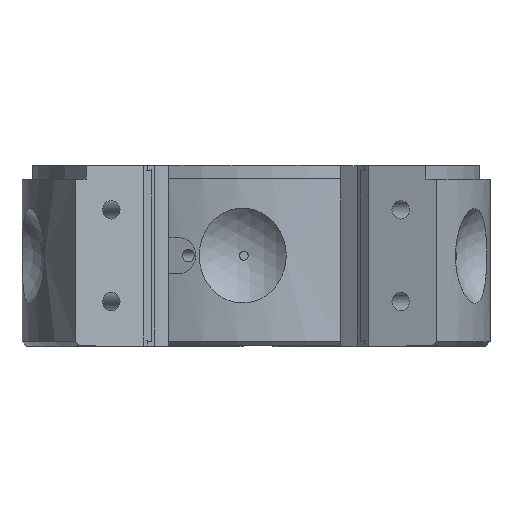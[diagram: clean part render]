
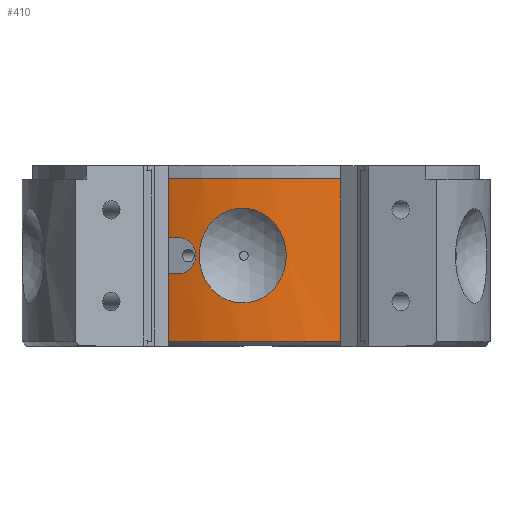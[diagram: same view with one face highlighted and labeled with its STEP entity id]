
A CAD part, top view. The second image highlights one B-rep face of the part: STEP entity #410.
In plain terms, the highlighted cylindrical face has radius 129.5 mm (diameter 259 mm), a partial arc.
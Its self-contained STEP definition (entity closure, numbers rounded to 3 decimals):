
#169=B_SPLINE_CURVE_WITH_KNOTS('',3,(#4483,#4484,#4485,#4486,#4487,#4488,
#4489,#4490,#4491,#4492,#4493,#4494,#4495,#4496,#4497,#4498,#4499,#4500,
#4501,#4502,#4503,#4504,#4505,#4506,#4507,#4508,#4509,#4510,#4511,#4512,
#4513,#4514),.UNSPECIFIED.,.T.,.F.,(2,2,2,2,2,2,2,2,2,2,2,2,2,2,2,2,2,2),
(-0.063,0.,0.063,0.125,0.188,0.25,0.313,0.375,0.5,0.563,0.625,0.688,
0.75,0.813,0.875,0.938,1.,1.063),.UNSPECIFIED.);
#170=B_SPLINE_CURVE_WITH_KNOTS('',3,(#4520,#4521,#4522,#4523,#4524,#4525,
#4526,#4527,#4528,#4529),.UNSPECIFIED.,.F.,.F.,(4,2,2,2,4),(0.,0.25,0.5,
0.75,1.),.UNSPECIFIED.);
#193=FACE_BOUND('',#794,.T.);
#194=FACE_BOUND('',#795,.T.);
#410=ADVANCED_FACE('',(#193,#194),#591,.T.);
#591=CYLINDRICAL_SURFACE('',#3158,129.5);
#794=EDGE_LOOP('',(#1558));
#795=EDGE_LOOP('',(#1559,#1560,#1561,#1562,#1563,#1564,#1565,#1566));
#1062=LINE('',#4429,#1290);
#1068=LINE('',#4455,#1296);
#1072=LINE('',#4463,#1300);
#1290=VECTOR('',#3503,1.);
#1296=VECTOR('',#3515,1.);
#1300=VECTOR('',#3519,1.);
#1558=ORIENTED_EDGE('',*,*,#2622,.T.);
#1559=ORIENTED_EDGE('',*,*,#2607,.F.);
#1560=ORIENTED_EDGE('',*,*,#2623,.T.);
#1561=ORIENTED_EDGE('',*,*,#2597,.T.);
#1562=ORIENTED_EDGE('',*,*,#2624,.T.);
#1563=ORIENTED_EDGE('',*,*,#2611,.F.);
#1564=ORIENTED_EDGE('',*,*,#2625,.T.);
#1565=ORIENTED_EDGE('',*,*,#2626,.T.);
#1566=ORIENTED_EDGE('',*,*,#2627,.T.);
#2309=VERTEX_POINT('',#4430);
#2310=VERTEX_POINT('',#4431);
#2317=VERTEX_POINT('',#4454);
#2318=VERTEX_POINT('',#4456);
#2321=VERTEX_POINT('',#4462);
#2322=VERTEX_POINT('',#4464);
#2328=VERTEX_POINT('',#4515);
#2329=VERTEX_POINT('',#4519);
#2330=VERTEX_POINT('',#4530);
#2597=EDGE_CURVE('',#2309,#2310,#1062,.T.);
#2607=EDGE_CURVE('',#2317,#2318,#1068,.T.);
#2611=EDGE_CURVE('',#2321,#2322,#1072,.T.);
#2622=EDGE_CURVE('',#2328,#2328,#169,.T.);
#2623=EDGE_CURVE('',#2317,#2309,#2985,.T.);
#2624=EDGE_CURVE('',#2310,#2322,#2986,.T.);
#2625=EDGE_CURVE('',#2321,#2329,#2987,.T.);
#2626=EDGE_CURVE('',#2329,#2330,#170,.T.);
#2627=EDGE_CURVE('',#2330,#2318,#2988,.T.);
#2985=CIRCLE('',#3154,129.5);
#2986=CIRCLE('',#3155,129.5);
#2987=CIRCLE('',#3156,129.5);
#2988=CIRCLE('',#3157,129.5);
#3154=AXIS2_PLACEMENT_3D('',#4516,#3543,#3544);
#3155=AXIS2_PLACEMENT_3D('',#4517,#3545,#3546);
#3156=AXIS2_PLACEMENT_3D('',#4518,#3547,#3548);
#3157=AXIS2_PLACEMENT_3D('',#4531,#3549,#3550);
#3158=AXIS2_PLACEMENT_3D('',#4532,#3551,#3552);
#3503=DIRECTION('',(0.,1.,0.));
#3515=DIRECTION('',(0.,1.,0.));
#3519=DIRECTION('',(0.,1.,0.));
#3543=DIRECTION('',(0.,1.,0.));
#3544=DIRECTION('',(0.,0.,-1.));
#3545=DIRECTION('',(0.,-1.,0.));
#3546=DIRECTION('',(1.,0.,0.));
#3547=DIRECTION('',(0.,1.,0.));
#3548=DIRECTION('',(0.,0.,1.));
#3549=DIRECTION('',(0.,-1.,0.));
#3550=DIRECTION('',(0.,0.,-1.));
#3551=DIRECTION('',(0.,1.,0.));
#3552=DIRECTION('',(0.,0.,1.));
#4429=CARTESIAN_POINT('',(47.5,-49.85,120.474));
#4430=CARTESIAN_POINT('',(47.5,-47.35,120.474));
#4431=CARTESIAN_POINT('',(47.5,42.35,120.474));
#4454=CARTESIAN_POINT('',(-47.5,-47.35,120.474));
#4455=CARTESIAN_POINT('',(-47.5,-49.85,120.474));
#4456=CARTESIAN_POINT('',(-47.5,-10.,120.474));
#4462=CARTESIAN_POINT('',(-47.5,10.,120.474));
#4463=CARTESIAN_POINT('',(-47.5,-49.85,120.474));
#4464=CARTESIAN_POINT('',(-47.5,42.35,120.474));
#4483=CARTESIAN_POINT('',(-30.647,-3.322,125.821));
#4484=CARTESIAN_POINT('',(-30.647,3.322,125.821));
#4485=CARTESIAN_POINT('',(-30.092,6.573,125.96));
#4486=CARTESIAN_POINT('',(-27.866,12.788,126.472));
#4487=CARTESIAN_POINT('',(-26.221,15.652,126.836));
#4488=CARTESIAN_POINT('',(-21.926,20.595,127.649));
#4489=CARTESIAN_POINT('',(-19.299,22.628,128.088));
#4490=CARTESIAN_POINT('',(-13.398,25.432,128.839));
#4491=CARTESIAN_POINT('',(-10.111,26.189,129.146));
#4492=CARTESIAN_POINT('',(-3.559,26.206,129.493));
#4493=CARTESIAN_POINT('',(-0.252,25.467,129.534));
#4494=CARTESIAN_POINT('',(5.731,22.678,129.408));
#4495=CARTESIAN_POINT('',(8.412,20.642,129.245));
#4496=CARTESIAN_POINT('',(14.988,13.213,128.705));
#4497=CARTESIAN_POINT('',(17.32,6.593,128.336));
#4498=CARTESIAN_POINT('',(17.331,-3.25,128.335));
#4499=CARTESIAN_POINT('',(16.757,-6.571,128.416));
#4500=CARTESIAN_POINT('',(14.521,-12.723,128.688));
#4501=CARTESIAN_POINT('',(12.824,-15.639,128.882));
#4502=CARTESIAN_POINT('',(8.51,-20.549,129.238));
#4503=CARTESIAN_POINT('',(5.826,-22.612,129.403));
#4504=CARTESIAN_POINT('',(-0.096,-25.415,129.534));
#4505=CARTESIAN_POINT('',(-3.395,-26.185,129.498));
#4506=CARTESIAN_POINT('',(-9.99,-26.21,129.156));
#4507=CARTESIAN_POINT('',(-13.28,-25.471,128.852));
#4508=CARTESIAN_POINT('',(-19.235,-22.674,128.099));
#4509=CARTESIAN_POINT('',(-21.884,-20.631,127.656));
#4510=CARTESIAN_POINT('',(-26.179,-15.713,126.845));
#4511=CARTESIAN_POINT('',(-27.853,-12.807,126.474));
#4512=CARTESIAN_POINT('',(-30.075,-6.636,125.964));
#4513=CARTESIAN_POINT('',(-30.647,-3.322,125.821));
#4514=CARTESIAN_POINT('',(-30.647,3.322,125.821));
#4515=CARTESIAN_POINT('',(-30.647,0.,125.821));
#4516=CARTESIAN_POINT('',(0.,-47.35,0.));
#4517=CARTESIAN_POINT('',(0.,42.35,0.));
#4518=CARTESIAN_POINT('',(0.,10.,0.));
#4519=CARTESIAN_POINT('',(-42.161,10.,122.445));
#4520=CARTESIAN_POINT('',(-42.161,10.,122.445));
#4521=CARTESIAN_POINT('',(-39.662,10.,123.305));
#4522=CARTESIAN_POINT('',(-37.189,8.915,124.059));
#4523=CARTESIAN_POINT('',(-33.636,5.227,125.069));
#4524=CARTESIAN_POINT('',(-32.582,2.616,125.334));
#4525=CARTESIAN_POINT('',(-32.578,-2.602,125.335));
#4526=CARTESIAN_POINT('',(-33.61,-5.198,125.076));
#4527=CARTESIAN_POINT('',(-37.205,-8.934,124.055));
#4528=CARTESIAN_POINT('',(-39.662,-10.,123.305));
#4529=CARTESIAN_POINT('',(-42.161,-10.,122.445));
#4530=CARTESIAN_POINT('',(-42.161,-10.,122.445));
#4531=CARTESIAN_POINT('',(0.,-10.,0.));
#4532=CARTESIAN_POINT('',(0.,-49.85,0.));
